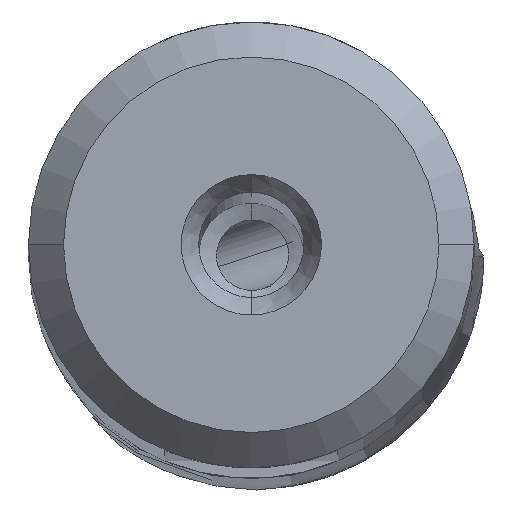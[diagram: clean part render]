
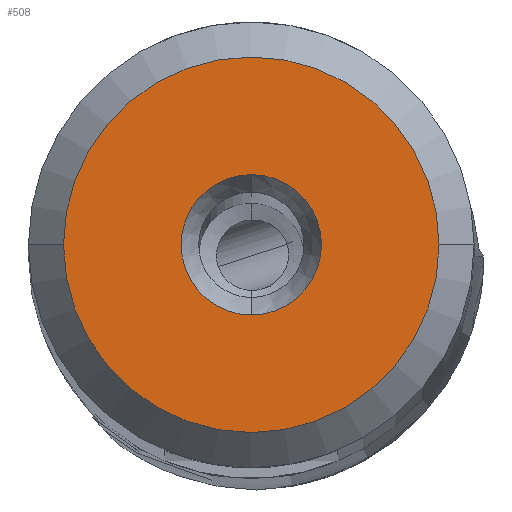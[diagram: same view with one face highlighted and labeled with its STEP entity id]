
A CAD part, top view. The second image highlights one B-rep face of the part: STEP entity #508.
In plain terms, the highlighted planar face has unit normal (0, 0, 1).
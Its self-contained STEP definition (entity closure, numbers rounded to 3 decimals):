
#508=ADVANCED_FACE('',(#646,#647),#613,.T.);
#613=PLANE('',#1945);
#646=FACE_BOUND('',#658,.T.);
#647=FACE_BOUND('',#659,.T.);
#658=EDGE_LOOP('',(#769,#770,#771));
#659=EDGE_LOOP('',(#772,#773));
#769=ORIENTED_EDGE('',*,*,#1507,.F.);
#770=ORIENTED_EDGE('',*,*,#1508,.F.);
#771=ORIENTED_EDGE('',*,*,#1509,.F.);
#772=ORIENTED_EDGE('',*,*,#1510,.F.);
#773=ORIENTED_EDGE('',*,*,#1511,.F.);
#1327=VERTEX_POINT('',#2686);
#1328=VERTEX_POINT('',#2687);
#1329=VERTEX_POINT('',#2689);
#1330=VERTEX_POINT('',#2692);
#1331=VERTEX_POINT('',#2693);
#1507=EDGE_CURVE('',#1327,#1328,#1786,.T.);
#1508=EDGE_CURVE('',#1329,#1327,#1787,.T.);
#1509=EDGE_CURVE('',#1328,#1329,#1788,.T.);
#1510=EDGE_CURVE('',#1330,#1331,#1789,.T.);
#1511=EDGE_CURVE('',#1331,#1330,#1790,.T.);
#1786=CIRCLE('',#1940,5.35);
#1787=CIRCLE('',#1941,5.35);
#1788=CIRCLE('',#1942,5.35);
#1789=CIRCLE('',#1943,2.);
#1790=CIRCLE('',#1944,2.);
#1940=AXIS2_PLACEMENT_3D('',#2685,#2166,#2167);
#1941=AXIS2_PLACEMENT_3D('',#2688,#2168,#2169);
#1942=AXIS2_PLACEMENT_3D('',#2690,#2170,#2171);
#1943=AXIS2_PLACEMENT_3D('',#2691,#2172,#2173);
#1944=AXIS2_PLACEMENT_3D('',#2694,#2174,#2175);
#1945=AXIS2_PLACEMENT_3D('',#2695,#2176,#2177);
#2166=DIRECTION('',(0.,0.,-1.));
#2167=DIRECTION('',(-1.,0.,0.));
#2168=DIRECTION('',(0.,0.,-1.));
#2169=DIRECTION('',(0.,-1.,0.));
#2170=DIRECTION('',(0.,0.,-1.));
#2171=DIRECTION('',(1.,0.,0.));
#2172=DIRECTION('',(0.,0.,1.));
#2173=DIRECTION('',(0.,-1.,0.));
#2174=DIRECTION('',(0.,0.,1.));
#2175=DIRECTION('',(0.,1.,0.));
#2176=DIRECTION('',(0.,0.,1.));
#2177=DIRECTION('',(1.,0.,0.));
#2685=CARTESIAN_POINT('',(0.,0.,0.));
#2686=CARTESIAN_POINT('',(-5.35,0.,0.));
#2687=CARTESIAN_POINT('',(5.35,0.,0.));
#2688=CARTESIAN_POINT('',(0.,0.,0.));
#2689=CARTESIAN_POINT('',(0.,-5.35,0.));
#2690=CARTESIAN_POINT('',(0.,0.,0.));
#2691=CARTESIAN_POINT('',(0.,0.,0.));
#2692=CARTESIAN_POINT('',(0.,-2.,0.));
#2693=CARTESIAN_POINT('',(0.,2.,0.));
#2694=CARTESIAN_POINT('',(0.,0.,0.));
#2695=CARTESIAN_POINT('',(0.,0.,0.));
